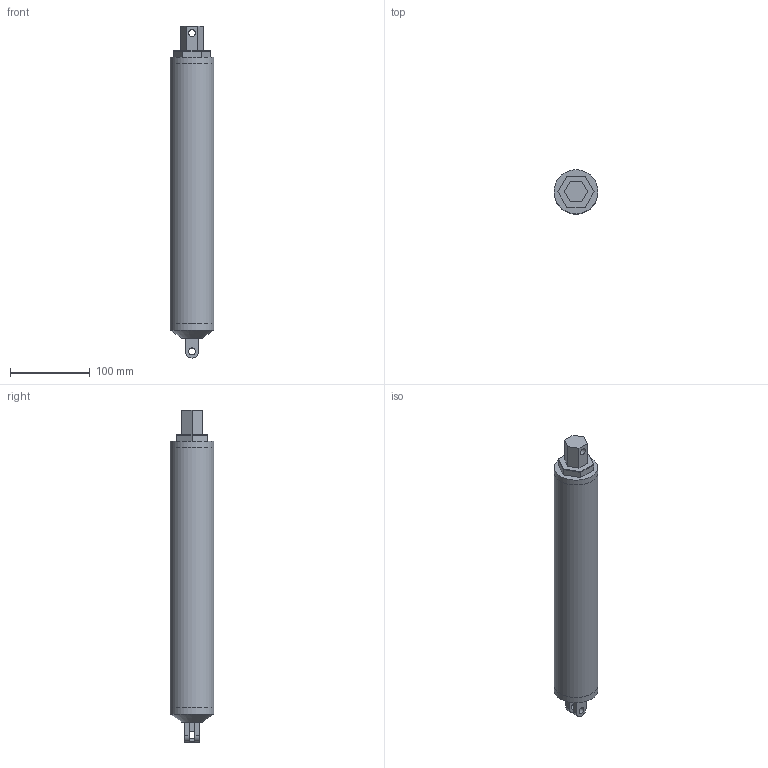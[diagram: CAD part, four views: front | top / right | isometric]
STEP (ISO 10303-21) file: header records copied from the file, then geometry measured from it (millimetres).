
FILE_DESCRIPTION(/* description */ (''),/* implementation_level */ '2;1');
FILE_NAME(/* name */ 'FA-RA-22-12-6.stp',/* time_stamp */ '2015-02-11T09:55:45-08:00',/* author */ ('Robbie'),/* organization */ (''),/* preprocessor_version */ 'ST-DEVELOPER v15.2',/* originating_system */ 'Autodesk Inventor 2014',/* authorisation */ '');
FILE_SCHEMA (('AUTOMOTIVE_DESIGN { 1 0 10303 214 3 1 1 }'));
Length unit declared in the file: millimetre
Products named in the file (1): FA-RA-22-12-6 Assem
Bounding box: 55 x 55 x 415.24 mm (x, y, z)
Volume: 838591.7 mm3; surface area: 105698.4 mm2
Topology: 5 solids, 5 shells, 74 faces, 185 edges, 120 vertices
Faces by surface type: plane 66, cylinder 7, cone 1
Full cylindrical faces by diameter (mm): 8.64 x2, 25.52 x1, 55 x3
Entity records: 2169 total; most frequent: CARTESIAN_POINT 371, ORIENTED_EDGE 354, DIRECTION 350, EDGE_CURVE 177, LINE 154, VECTOR 154, VERTEX_POINT 119, AXIS2_PLACEMENT_3D 98
